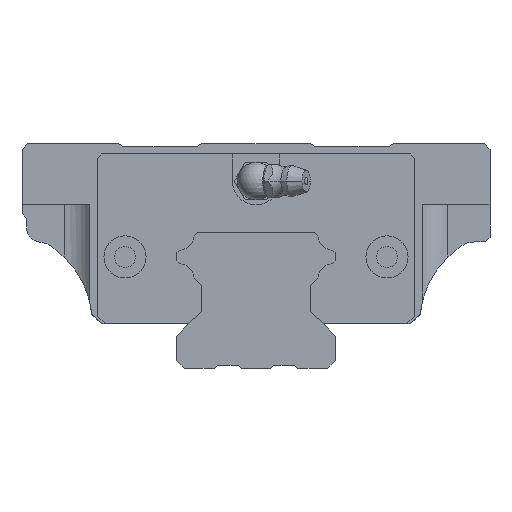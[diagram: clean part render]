
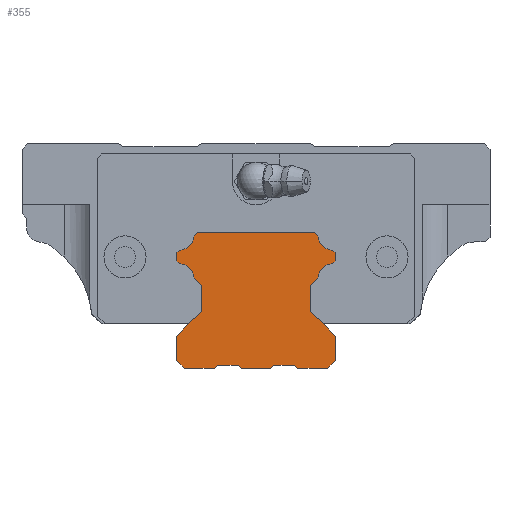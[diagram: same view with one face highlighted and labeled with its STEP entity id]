
A CAD part, front view. The second image highlights one B-rep face of the part: STEP entity #355.
In plain terms, the highlighted planar face has unit normal (0, -1, 0).
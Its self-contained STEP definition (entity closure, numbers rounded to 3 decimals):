
#355=ADVANCED_FACE('',(#794),#795,.T.);
#794=FACE_OUTER_BOUND('',#1360,.T.);
#795=PLANE('',#1361);
#1360=EDGE_LOOP('',(#2996,#2997,#2998,#2999,#3000,#3001,#3002,#3003,#3004,#3005,#3006,#3007,#3008,#3009,#3010,#3011,#3012,#3013,#3014,#3015,#3016,#3017,#3018,#3019,#3020,#3021,#3022,#3023,#3024,#3025,#3026,#3027));
#1361=AXIS2_PLACEMENT_3D('',#3028,#3029,#3030);
#2996=ORIENTED_EDGE('',*,*,#3987,.T.);
#2997=ORIENTED_EDGE('',*,*,#3988,.F.);
#2998=ORIENTED_EDGE('',*,*,#3989,.F.);
#2999=ORIENTED_EDGE('',*,*,#3990,.F.);
#3000=ORIENTED_EDGE('',*,*,#3991,.F.);
#3001=ORIENTED_EDGE('',*,*,#3992,.T.);
#3002=ORIENTED_EDGE('',*,*,#3993,.T.);
#3003=ORIENTED_EDGE('',*,*,#3985,.F.);
#3004=ORIENTED_EDGE('',*,*,#3994,.T.);
#3005=ORIENTED_EDGE('',*,*,#3978,.T.);
#3006=ORIENTED_EDGE('',*,*,#3995,.F.);
#3007=ORIENTED_EDGE('',*,*,#3996,.T.);
#3008=ORIENTED_EDGE('',*,*,#3997,.T.);
#3009=ORIENTED_EDGE('',*,*,#3998,.F.);
#3010=ORIENTED_EDGE('',*,*,#3999,.T.);
#3011=ORIENTED_EDGE('',*,*,#4000,.T.);
#3012=ORIENTED_EDGE('',*,*,#4001,.F.);
#3013=ORIENTED_EDGE('',*,*,#4002,.F.);
#3014=ORIENTED_EDGE('',*,*,#4003,.T.);
#3015=ORIENTED_EDGE('',*,*,#4004,.F.);
#3016=ORIENTED_EDGE('',*,*,#4005,.F.);
#3017=ORIENTED_EDGE('',*,*,#4006,.F.);
#3018=ORIENTED_EDGE('',*,*,#4007,.F.);
#3019=ORIENTED_EDGE('',*,*,#3971,.F.);
#3020=ORIENTED_EDGE('',*,*,#4008,.T.);
#3021=ORIENTED_EDGE('',*,*,#4009,.F.);
#3022=ORIENTED_EDGE('',*,*,#4010,.F.);
#3023=ORIENTED_EDGE('',*,*,#4011,.F.);
#3024=ORIENTED_EDGE('',*,*,#4012,.F.);
#3025=ORIENTED_EDGE('',*,*,#4013,.F.);
#3026=ORIENTED_EDGE('',*,*,#3967,.T.);
#3027=ORIENTED_EDGE('',*,*,#4014,.F.);
#3028=CARTESIAN_POINT('',(-16.688,-170.8,-21.312));
#3029=DIRECTION('',(0.0,-1.0,0.0));
#3030=DIRECTION('',(0.0,0.0,-1.0));
#3967=EDGE_CURVE('',#4960,#4958,#4961,.T.);
#3971=EDGE_CURVE('',#4966,#4968,#4969,.T.);
#3978=EDGE_CURVE('',#4981,#4979,#4982,.T.);
#3985=EDGE_CURVE('',#4992,#4994,#4995,.T.);
#3987=EDGE_CURVE('',#4997,#4998,#4999,.T.);
#3988=EDGE_CURVE('',#5000,#4998,#5001,.T.);
#3989=EDGE_CURVE('',#5002,#5000,#5003,.T.);
#3990=EDGE_CURVE('',#5004,#5002,#5005,.T.);
#3991=EDGE_CURVE('',#5006,#5004,#5007,.T.);
#3992=EDGE_CURVE('',#5006,#5008,#5009,.T.);
#3993=EDGE_CURVE('',#5008,#4994,#5010,.T.);
#3994=EDGE_CURVE('',#4992,#4981,#5011,.T.);
#3995=EDGE_CURVE('',#5012,#4979,#5013,.T.);
#3996=EDGE_CURVE('',#5012,#5014,#5015,.T.);
#3997=EDGE_CURVE('',#5014,#5016,#5017,.T.);
#3998=EDGE_CURVE('',#5018,#5016,#5019,.T.);
#3999=EDGE_CURVE('',#5018,#5020,#5021,.T.);
#4000=EDGE_CURVE('',#5020,#5022,#5023,.T.);
#4001=EDGE_CURVE('',#5024,#5022,#5025,.T.);
#4002=EDGE_CURVE('',#5026,#5024,#5027,.T.);
#4003=EDGE_CURVE('',#5026,#5028,#5029,.T.);
#4004=EDGE_CURVE('',#5030,#5028,#5031,.T.);
#4005=EDGE_CURVE('',#5032,#5030,#5033,.T.);
#4006=EDGE_CURVE('',#5034,#5032,#5035,.T.);
#4007=EDGE_CURVE('',#4968,#5034,#5036,.T.);
#4008=EDGE_CURVE('',#4966,#5037,#5038,.T.);
#4009=EDGE_CURVE('',#5039,#5037,#5040,.T.);
#4010=EDGE_CURVE('',#5041,#5039,#5042,.T.);
#4011=EDGE_CURVE('',#5043,#5041,#5044,.T.);
#4012=EDGE_CURVE('',#5045,#5043,#5046,.T.);
#4013=EDGE_CURVE('',#4960,#5045,#5047,.T.);
#4014=EDGE_CURVE('',#4997,#4958,#5048,.T.);
#4958=VERTEX_POINT('',#6537);
#4960=VERTEX_POINT('',#6540);
#4961=LINE('',#6541,#6542);
#4966=VERTEX_POINT('',#6549);
#4968=VERTEX_POINT('',#6552);
#4969=LINE('',#6553,#6554);
#4979=VERTEX_POINT('',#6568);
#4981=VERTEX_POINT('',#6571);
#4982=LINE('',#6572,#6573);
#4992=VERTEX_POINT('',#6586);
#4994=VERTEX_POINT('',#6589);
#4995=CIRCLE('',#6590,3.5);
#4997=VERTEX_POINT('',#6593);
#4998=VERTEX_POINT('',#6594);
#4999=LINE('',#6595,#6596);
#5000=VERTEX_POINT('',#6597);
#5001=LINE('',#6598,#6599);
#5002=VERTEX_POINT('',#6600);
#5003=LINE('',#6601,#6602);
#5004=VERTEX_POINT('',#6603);
#5005=CIRCLE('',#6604,3.5);
#5006=VERTEX_POINT('',#6605);
#5007=LINE('',#6606,#6607);
#5008=VERTEX_POINT('',#6608);
#5009=LINE('',#6609,#6610);
#5010=LINE('',#6611,#6612);
#5011=LINE('',#6613,#6614);
#5012=VERTEX_POINT('',#6615);
#5013=LINE('',#6616,#6617);
#5014=VERTEX_POINT('',#6618);
#5015=LINE('',#6619,#6620);
#5016=VERTEX_POINT('',#6621);
#5017=LINE('',#6622,#6623);
#5018=VERTEX_POINT('',#6624);
#5019=LINE('',#6625,#6626);
#5020=VERTEX_POINT('',#6627);
#5021=LINE('',#6628,#6629);
#5022=VERTEX_POINT('',#6630);
#5023=LINE('',#6631,#6632);
#5024=VERTEX_POINT('',#6633);
#5025=LINE('',#6634,#6635);
#5026=VERTEX_POINT('',#6636);
#5027=LINE('',#6637,#6638);
#5028=VERTEX_POINT('',#6639);
#5029=LINE('',#6640,#6641);
#5030=VERTEX_POINT('',#6642);
#5031=LINE('',#6643,#6644);
#5032=VERTEX_POINT('',#6645);
#5033=LINE('',#6646,#6647);
#5034=VERTEX_POINT('',#6648);
#5035=LINE('',#6649,#6650);
#5036=LINE('',#6651,#6652);
#5037=VERTEX_POINT('',#6653);
#5038=LINE('',#6654,#6655);
#5039=VERTEX_POINT('',#6656);
#5040=LINE('',#6657,#6658);
#5041=VERTEX_POINT('',#6659);
#5042=LINE('',#6660,#6661);
#5043=VERTEX_POINT('',#6662);
#5044=CIRCLE('',#6663,3.5);
#5045=VERTEX_POINT('',#6664);
#5046=LINE('',#6665,#6666);
#5047=LINE('',#6667,#6668);
#5048=CIRCLE('',#6669,3.5);
#6537=CARTESIAN_POINT('',(16.354,-170.8,-24.796));
#6540=CARTESIAN_POINT('',(16.9,-170.8,-25.341));
#6541=CARTESIAN_POINT('',(16.9,-170.8,-25.341));
#6542=VECTOR('',#7658,1000.0);
#6549=CARTESIAN_POINT('',(17.0,-170.8,-43.141));
#6552=CARTESIAN_POINT('',(17.0,-170.8,-48.3));
#6553=CARTESIAN_POINT('',(17.0,-170.8,-43.141));
#6554=VECTOR('',#7662,1000.0);
#6568=CARTESIAN_POINT('',(-11.7,-170.8,-37.841));
#6571=CARTESIAN_POINT('',(-11.7,-170.8,-32.259));
#6572=CARTESIAN_POINT('',(-11.7,-170.8,-32.259));
#6573=VECTOR('',#7671,1000.0);
#6586=CARTESIAN_POINT('',(-13.204,-170.8,-30.754));
#6589=CARTESIAN_POINT('',(-16.354,-170.8,-27.604));
#6590=AXIS2_PLACEMENT_3D('',#7682,#7683,#7684);
#6593=CARTESIAN_POINT('',(13.204,-170.8,-21.646));
#6594=CARTESIAN_POINT('',(12.559,-170.8,-21.0));
#6595=CARTESIAN_POINT('',(13.204,-170.8,-21.646));
#6596=VECTOR('',#7686,1000.0);
#6597=CARTESIAN_POINT('',(-12.559,-170.8,-21.0));
#6598=CARTESIAN_POINT('',(-12.659,-170.8,-21.0));
#6599=VECTOR('',#7687,1000.0);
#6600=CARTESIAN_POINT('',(-13.204,-170.8,-21.646));
#6601=CARTESIAN_POINT('',(-13.204,-170.8,-21.646));
#6602=VECTOR('',#7688,1000.0);
#6603=CARTESIAN_POINT('',(-16.354,-170.8,-24.796));
#6604=AXIS2_PLACEMENT_3D('',#7689,#7690,#7691);
#6605=CARTESIAN_POINT('',(-16.9,-170.8,-25.341));
#6606=CARTESIAN_POINT('',(-16.9,-170.8,-25.341));
#6607=VECTOR('',#7692,1000.0);
#6608=CARTESIAN_POINT('',(-16.9,-170.8,-27.059));
#6609=CARTESIAN_POINT('',(-16.9,-170.8,-25.341));
#6610=VECTOR('',#7693,1000.0);
#6611=CARTESIAN_POINT('',(-16.9,-170.8,-27.059));
#6612=VECTOR('',#7694,1000.0);
#6613=CARTESIAN_POINT('',(-13.204,-170.8,-30.754));
#6614=VECTOR('',#7695,1000.0);
#6615=CARTESIAN_POINT('',(-17.0,-170.8,-43.141));
#6616=CARTESIAN_POINT('',(-17.0,-170.8,-43.141));
#6617=VECTOR('',#7696,1000.0);
#6618=CARTESIAN_POINT('',(-17.0,-170.8,-48.3));
#6619=CARTESIAN_POINT('',(-17.0,-170.8,-43.141));
#6620=VECTOR('',#7697,1000.0);
#6621=CARTESIAN_POINT('',(-15.3,-170.8,-50.0));
#6622=CARTESIAN_POINT('',(-17.0,-170.8,-48.3));
#6623=VECTOR('',#7698,1000.0);
#6624=CARTESIAN_POINT('',(-8.9,-170.8,-50.0));
#6625=CARTESIAN_POINT('',(-8.9,-170.8,-50.0));
#6626=VECTOR('',#7699,1000.0);
#6627=CARTESIAN_POINT('',(-8.2,-170.8,-49.3));
#6628=CARTESIAN_POINT('',(-8.9,-170.8,-50.0));
#6629=VECTOR('',#7700,1000.0);
#6630=CARTESIAN_POINT('',(-3.8,-170.8,-49.3));
#6631=CARTESIAN_POINT('',(-8.2,-170.8,-49.3));
#6632=VECTOR('',#7701,1000.0);
#6633=CARTESIAN_POINT('',(-3.1,-170.8,-50.0));
#6634=CARTESIAN_POINT('',(-3.1,-170.8,-50.0));
#6635=VECTOR('',#7702,1000.0);
#6636=CARTESIAN_POINT('',(3.1,-170.8,-50.0));
#6637=CARTESIAN_POINT('',(3.1,-170.8,-50.0));
#6638=VECTOR('',#7703,1000.0);
#6639=CARTESIAN_POINT('',(3.8,-170.8,-49.3));
#6640=CARTESIAN_POINT('',(3.1,-170.8,-50.0));
#6641=VECTOR('',#7704,1000.0);
#6642=CARTESIAN_POINT('',(8.2,-170.8,-49.3));
#6643=CARTESIAN_POINT('',(8.2,-170.8,-49.3));
#6644=VECTOR('',#7705,1000.0);
#6645=CARTESIAN_POINT('',(8.9,-170.8,-50.0));
#6646=CARTESIAN_POINT('',(8.9,-170.8,-50.0));
#6647=VECTOR('',#7706,1000.0);
#6648=CARTESIAN_POINT('',(15.3,-170.8,-50.0));
#6649=CARTESIAN_POINT('',(15.3,-170.8,-50.0));
#6650=VECTOR('',#7707,1000.0);
#6651=CARTESIAN_POINT('',(17.0,-170.8,-48.3));
#6652=VECTOR('',#7708,1000.0);
#6653=CARTESIAN_POINT('',(11.7,-170.8,-37.841));
#6654=CARTESIAN_POINT('',(17.0,-170.8,-43.141));
#6655=VECTOR('',#7709,1000.0);
#6656=CARTESIAN_POINT('',(11.7,-170.8,-32.259));
#6657=CARTESIAN_POINT('',(11.7,-170.8,-32.259));
#6658=VECTOR('',#7710,1000.0);
#6659=CARTESIAN_POINT('',(13.204,-170.8,-30.754));
#6660=CARTESIAN_POINT('',(13.204,-170.8,-30.754));
#6661=VECTOR('',#7711,1000.0);
#6662=CARTESIAN_POINT('',(16.354,-170.8,-27.604));
#6663=AXIS2_PLACEMENT_3D('',#7712,#7713,#7714);
#6664=CARTESIAN_POINT('',(16.9,-170.8,-27.059));
#6665=CARTESIAN_POINT('',(16.9,-170.8,-27.059));
#6666=VECTOR('',#7715,1000.0);
#6667=CARTESIAN_POINT('',(16.9,-170.8,-25.341));
#6668=VECTOR('',#7716,1000.0);
#6669=AXIS2_PLACEMENT_3D('',#7717,#7718,#7719);
#7658=DIRECTION('',(-0.707,0.0,0.707));
#7662=DIRECTION('',(0.0,0.0,-1.0));
#7671=DIRECTION('',(0.0,0.0,-1.0));
#7682=CARTESIAN_POINT('',(-16.688,-170.8,-31.088));
#7683=DIRECTION('',(0.0,-1.0,0.0));
#7684=DIRECTION('',(1.0,0.0,0.0));
#7686=DIRECTION('',(-0.707,0.0,0.707));
#7687=DIRECTION('',(1.0,0.0,0.0));
#7688=DIRECTION('',(0.707,0.0,0.707));
#7689=CARTESIAN_POINT('',(-16.688,-170.8,-21.312));
#7690=DIRECTION('',(0.0,-1.0,0.0));
#7691=DIRECTION('',(1.0,0.0,0.0));
#7692=DIRECTION('',(0.707,0.0,0.707));
#7693=DIRECTION('',(0.0,0.0,-1.0));
#7694=DIRECTION('',(0.707,0.0,-0.707));
#7695=DIRECTION('',(0.707,0.0,-0.707));
#7696=DIRECTION('',(0.707,0.0,0.707));
#7697=DIRECTION('',(0.0,0.0,-1.0));
#7698=DIRECTION('',(0.707,0.0,-0.707));
#7699=DIRECTION('',(-1.0,0.0,0.0));
#7700=DIRECTION('',(0.707,0.0,0.707));
#7701=DIRECTION('',(1.0,0.0,0.0));
#7702=DIRECTION('',(-0.707,0.0,0.707));
#7703=DIRECTION('',(-1.0,0.0,0.0));
#7704=DIRECTION('',(0.707,0.0,0.707));
#7705=DIRECTION('',(-1.0,0.0,0.0));
#7706=DIRECTION('',(-0.707,0.0,0.707));
#7707=DIRECTION('',(-1.0,0.0,0.0));
#7708=DIRECTION('',(-0.707,0.0,-0.707));
#7709=DIRECTION('',(-0.707,0.0,0.707));
#7710=DIRECTION('',(0.0,0.0,-1.0));
#7711=DIRECTION('',(-0.707,0.0,-0.707));
#7712=CARTESIAN_POINT('',(16.688,-170.8,-31.088));
#7713=DIRECTION('',(0.0,-1.0,0.0));
#7714=DIRECTION('',(1.0,0.0,0.0));
#7715=DIRECTION('',(-0.707,0.0,-0.707));
#7716=DIRECTION('',(0.0,0.0,-1.0));
#7717=CARTESIAN_POINT('',(16.688,-170.8,-21.312));
#7718=DIRECTION('',(0.0,-1.0,0.0));
#7719=DIRECTION('',(1.0,0.0,0.0));
